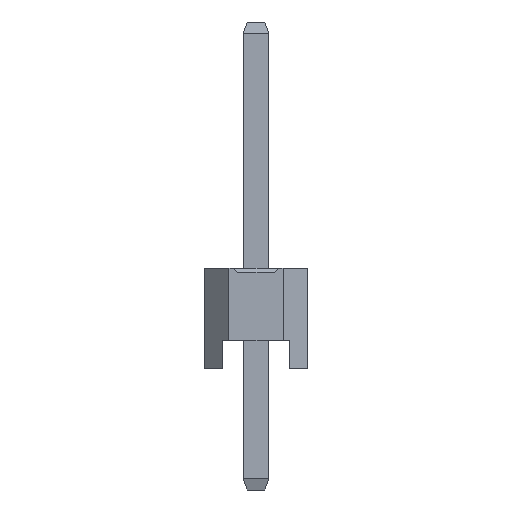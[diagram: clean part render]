
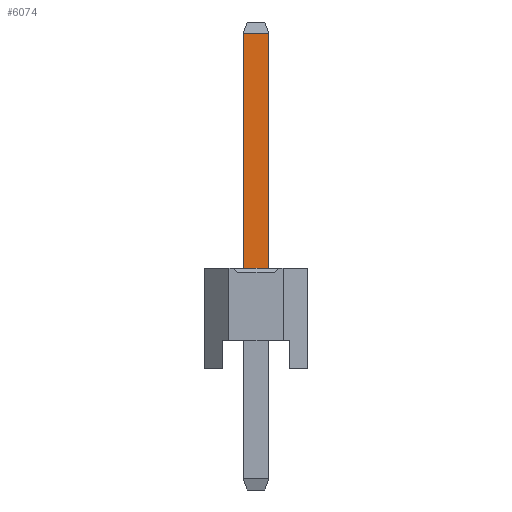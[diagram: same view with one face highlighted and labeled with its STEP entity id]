
A CAD part, left-side view. The second image highlights one B-rep face of the part: STEP entity #6074.
In plain terms, the highlighted planar face has unit normal (-1, 0, 0).
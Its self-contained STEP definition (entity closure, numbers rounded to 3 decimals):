
#6074=ADVANCED_FACE('',(#16008),#16010,.T.);
#16008=FACE_BOUND('',#16009,.T.);
#16009=EDGE_LOOP('',(#23789,#23790,#23791,#23792));
#16010=PLANE('',#16011);
#16011=AXIS2_PLACEMENT_3D('',#16012,#16013,#16014);
#16012=CARTESIAN_POINT('',(-0.32,0.32,-3.));
#16013=DIRECTION('',(-1.,0.,0.));
#16014=DIRECTION('',(0.,-1.,0.));
#23789=ORIENTED_EDGE('',*,*,#28332,.F.);
#23790=ORIENTED_EDGE('',*,*,#28327,.F.);
#23791=ORIENTED_EDGE('',*,*,#26844,.T.);
#23792=ORIENTED_EDGE('',*,*,#28331,.T.);
#26844=EDGE_CURVE('',#30710,#30714,#30716,.T.);
#28327=EDGE_CURVE('',#30710,#32938,#32941,.T.);
#28331=EDGE_CURVE('',#30714,#32945,#32947,.T.);
#28332=EDGE_CURVE('',#32938,#32945,#32948,.T.);
#30710=VERTEX_POINT('',#37330);
#30714=VERTEX_POINT('',#37338);
#30716=LINE('',#37342,#37343);
#32938=VERTEX_POINT('',#42526);
#32941=LINE('',#42533,#42534);
#32945=VERTEX_POINT('',#42543);
#32947=LINE('',#42547,#42548);
#32948=LINE('',#42550,#42551);
#37330=CARTESIAN_POINT('',(-0.32,0.32,2.5));
#37338=CARTESIAN_POINT('',(-0.32,-0.32,2.5));
#37342=CARTESIAN_POINT('',(-0.32,0.32,2.5));
#37343=VECTOR('',#37344,1.);
#37344=DIRECTION('',(0.,-1.,0.));
#42526=CARTESIAN_POINT('',(-0.32,0.32,8.325));
#42533=CARTESIAN_POINT('',(-0.32,0.32,2.5));
#42534=VECTOR('',#42535,1.);
#42535=DIRECTION('',(0.,0.,1.));
#42543=CARTESIAN_POINT('',(-0.32,-0.32,8.325));
#42547=CARTESIAN_POINT('',(-0.32,-0.32,2.5));
#42548=VECTOR('',#42549,1.);
#42549=DIRECTION('',(0.,0.,1.));
#42550=CARTESIAN_POINT('',(-0.32,0.32,8.325));
#42551=VECTOR('',#42552,1.);
#42552=DIRECTION('',(0.,-1.,0.));
